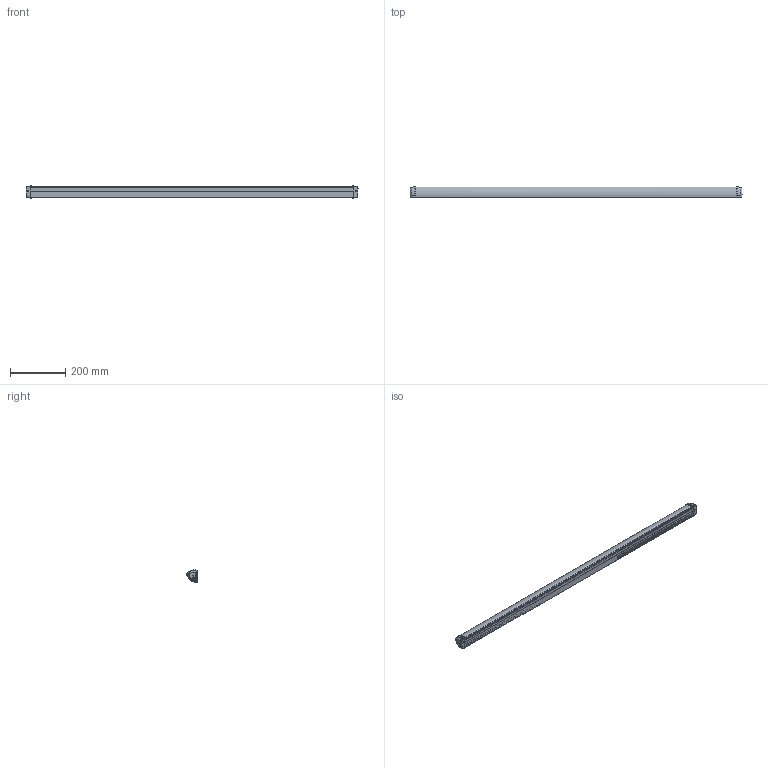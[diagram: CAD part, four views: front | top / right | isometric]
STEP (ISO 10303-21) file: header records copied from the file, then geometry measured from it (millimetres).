
FILE_DESCRIPTION((''),'2;1');
FILE_NAME('PROFIL_ENDDECKEL_SW0001','2012-02-23T',('dhelisch'),(''),'PRO/ENGINEER BY PARAMETRIC TECHNOLOGY CORPORATION, 2007250','PRO/ENGINEER BY PARAMETRIC TECHNOLOGY CORPORATION, 2007250','');
FILE_SCHEMA(('CONFIG_CONTROL_DESIGN'));
Length unit declared in the file: millimetre
Products named in the file (1): PROFIL_ENDDECKEL_SW0001
Bounding box: 1199.87 x 38.01 x 43.71 mm (x, y, z)
Volume: 321264 mm3; surface area: 388058.6 mm2
Topology: 1 solids, 1 shells, 718 faces, 1907 edges, 1189 vertices
Faces by surface type: cylinder 213, plane 212, bspline 174, cone 64, torus 55
Entity records: 30256 total; most frequent: CARTESIAN_POINT 14027, ORIENTED_EDGE 3808, DIRECTION 2799, EDGE_CURVE 1904, VERTEX_POINT 1189, AXIS2_PLACEMENT_3D 1036, EDGE_LOOP 729, VECTOR 727
